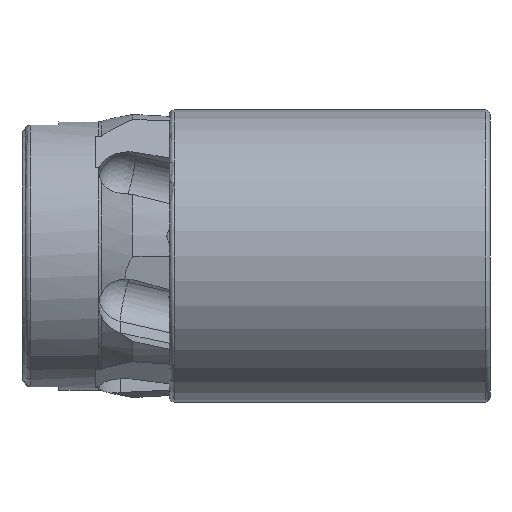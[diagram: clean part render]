
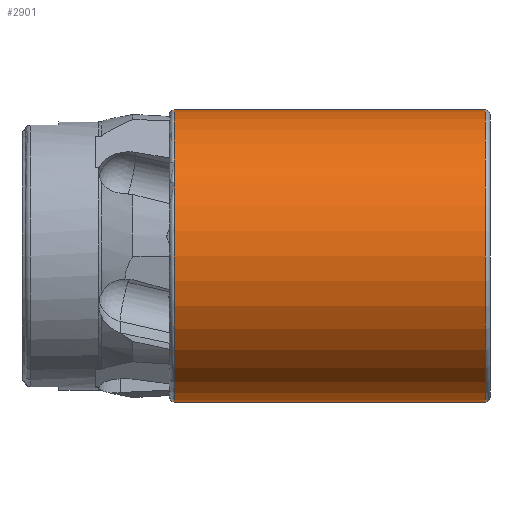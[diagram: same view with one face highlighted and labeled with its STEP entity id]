
A CAD part, front view. The second image highlights one B-rep face of the part: STEP entity #2901.
In plain terms, the highlighted cylindrical face has radius 24.991 mm (diameter 49.983 mm), a full revolution.
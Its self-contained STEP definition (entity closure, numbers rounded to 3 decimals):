
#243 = VERTEX_POINT ( 'NONE', #7699 ) ;
#323 = EDGE_LOOP ( 'NONE', ( #3676 ) ) ;
#400 = DIRECTION ( 'NONE',  ( 0., 1., 0. ) ) ;
#424 = DIRECTION ( 'NONE',  ( 1., 0., 0. ) ) ;
#455 = VERTEX_POINT ( 'NONE', #3956 ) ;
#469 = CARTESIAN_POINT ( 'NONE',  ( 0.333, 0., 0. ) ) ;
#582 = DIRECTION ( 'NONE',  ( 0., 1., 0. ) ) ;
#1440 = EDGE_CURVE ( 'NONE', #455, #455, #1653, .T. ) ;
#1653 = CIRCLE ( 'NONE', #3176, 24.991 ) ;
#2901 = ADVANCED_FACE ( 'NONE', ( #8232, #4352 ), #9172, .T. ) ;
#3176 = AXIS2_PLACEMENT_3D ( 'NONE', #469, #424, #400 ) ;
#3676 = ORIENTED_EDGE ( 'NONE', *, *, #7919, .T. ) ;
#3956 = CARTESIAN_POINT ( 'NONE',  ( 0.333, 24.991, 0. ) ) ;
#4352 = FACE_OUTER_BOUND ( 'NONE', #6453, .T. ) ;
#4401 = DIRECTION ( 'NONE',  ( 0., 1., 0. ) ) ;
#4921 = DIRECTION ( 'NONE',  ( 1., 0., 0. ) ) ;
#5067 = DIRECTION ( 'NONE',  ( 1., 0., 0. ) ) ;
#5775 = CIRCLE ( 'NONE', #8078, 24.991 ) ;
#6453 = EDGE_LOOP ( 'NONE', ( #6644 ) ) ;
#6644 = ORIENTED_EDGE ( 'NONE', *, *, #1440, .F. ) ;
#7699 = CARTESIAN_POINT ( 'NONE',  ( -52.935, 24.991, 0. ) ) ;
#7919 = EDGE_CURVE ( 'NONE', #243, #243, #5775, .T. ) ;
#8078 = AXIS2_PLACEMENT_3D ( 'NONE', #9311, #4921, #582 ) ;
#8232 = FACE_OUTER_BOUND ( 'NONE', #323, .T. ) ;
#8752 = CARTESIAN_POINT ( 'NONE',  ( 20.518, 0., 0. ) ) ;
#8761 = AXIS2_PLACEMENT_3D ( 'NONE', #8752, #5067, #4401 ) ;
#9172 = CYLINDRICAL_SURFACE ( 'NONE', #8761, 24.991 ) ;
#9311 = CARTESIAN_POINT ( 'NONE',  ( -52.935, 0., 0. ) ) ;
